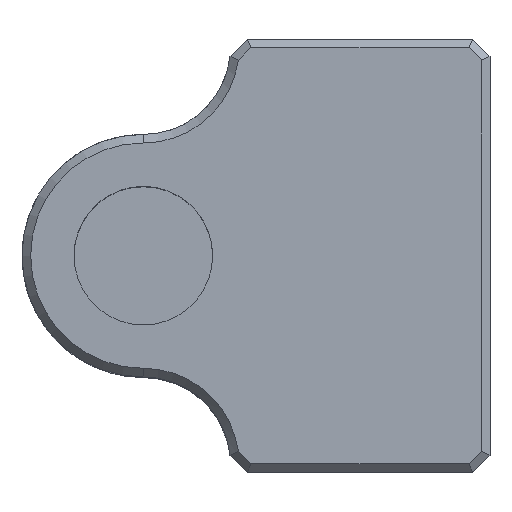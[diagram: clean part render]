
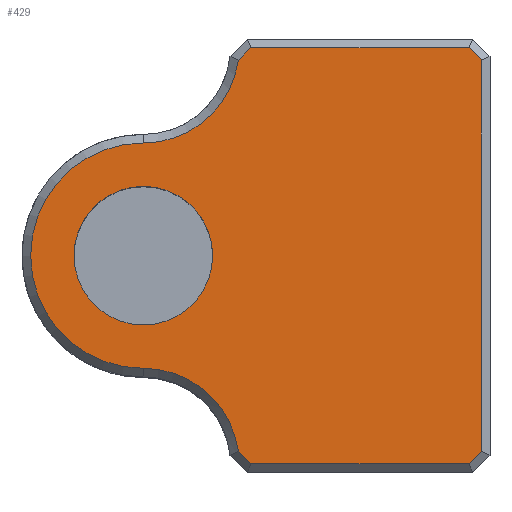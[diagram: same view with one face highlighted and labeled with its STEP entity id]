
A CAD part, top view. The second image highlights one B-rep face of the part: STEP entity #429.
In plain terms, the highlighted planar face has unit normal (0, 0, 1).
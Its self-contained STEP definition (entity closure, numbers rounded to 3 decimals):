
#125 = VERTEX_POINT('',#126);
#126 = CARTESIAN_POINT('',(12.414,24.,
    0.));
#134 = VERTEX_POINT('',#135);
#135 = CARTESIAN_POINT('',(37.586,24.,
    0.));
#141 = EDGE_CURVE('',#125,#134,#142,.T.);
#142 = LINE('',#143,#144);
#143 = CARTESIAN_POINT('',(12.,24.,0.));
#144 = VECTOR('',#145,1.);
#145 = DIRECTION('',(1.,0.,0.));
#385 = EDGE_CURVE('',#134,#386,#388,.T.);
#386 = VERTEX_POINT('',#387);
#387 = CARTESIAN_POINT('',(39.,22.586,0.));
#388 = LINE('',#389,#390);
#389 = CARTESIAN_POINT('',(37.293,24.293,0.));
#390 = VECTOR('',#391,1.);
#391 = DIRECTION('',(0.707,-0.707,0.));
#409 = VERTEX_POINT('',#410);
#410 = CARTESIAN_POINT('',(10.951,22.536,
    0.));
#417 = EDGE_CURVE('',#409,#125,#418,.T.);
#418 = LINE('',#419,#420);
#419 = CARTESIAN_POINT('',(10.707,22.293,0.));
#420 = VECTOR('',#421,1.);
#421 = DIRECTION('',(0.707,0.707,0.));
#429 = ADVANCED_FACE('',(#430,#492),#503,.T.);
#430 = FACE_BOUND('',#431,.T.);
#431 = EDGE_LOOP('',(#432,#442,#448,#449,#450,#451,#460,#469,#478,#486)
  );
#432 = ORIENTED_EDGE('',*,*,#433,.F.);
#433 = EDGE_CURVE('',#434,#436,#438,.T.);
#434 = VERTEX_POINT('',#435);
#435 = CARTESIAN_POINT('',(39.,-22.586,0.));
#436 = VERTEX_POINT('',#437);
#437 = CARTESIAN_POINT('',(37.586,-24.,
    0.));
#438 = LINE('',#439,#440);
#439 = CARTESIAN_POINT('',(39.293,-22.293,0.));
#440 = VECTOR('',#441,1.);
#441 = DIRECTION('',(-0.707,-0.707,0.));
#442 = ORIENTED_EDGE('',*,*,#443,.F.);
#443 = EDGE_CURVE('',#386,#434,#444,.T.);
#444 = LINE('',#445,#446);
#445 = CARTESIAN_POINT('',(39.,23.,0.));
#446 = VECTOR('',#447,1.);
#447 = DIRECTION('',(0.,-1.,0.));
#448 = ORIENTED_EDGE('',*,*,#385,.F.);
#449 = ORIENTED_EDGE('',*,*,#141,.F.);
#450 = ORIENTED_EDGE('',*,*,#417,.F.);
#451 = ORIENTED_EDGE('',*,*,#452,.F.);
#452 = EDGE_CURVE('',#453,#409,#455,.T.);
#453 = VERTEX_POINT('',#454);
#454 = CARTESIAN_POINT('',(0.,13.,0.));
#455 = CIRCLE('',#456,11.056);
#456 = AXIS2_PLACEMENT_3D('',#457,#458,#459);
#457 = CARTESIAN_POINT('',(0.,24.056,0.));
#458 = DIRECTION('',(0.,0.,1.));
#459 = DIRECTION('',(0.,-1.,0.));
#460 = ORIENTED_EDGE('',*,*,#461,.F.);
#461 = EDGE_CURVE('',#462,#453,#464,.T.);
#462 = VERTEX_POINT('',#463);
#463 = CARTESIAN_POINT('',(0.,-13.,0.));
#464 = CIRCLE('',#465,13.);
#465 = AXIS2_PLACEMENT_3D('',#466,#467,#468);
#466 = CARTESIAN_POINT('',(0.,0.,0.));
#467 = DIRECTION('',(-0.,0.,-1.));
#468 = DIRECTION('',(0.,-1.,0.));
#469 = ORIENTED_EDGE('',*,*,#470,.F.);
#470 = EDGE_CURVE('',#471,#462,#473,.T.);
#471 = VERTEX_POINT('',#472);
#472 = CARTESIAN_POINT('',(10.951,-22.536,0.));
#473 = CIRCLE('',#474,11.056);
#474 = AXIS2_PLACEMENT_3D('',#475,#476,#477);
#475 = CARTESIAN_POINT('',(0.,-24.056,0.));
#476 = DIRECTION('',(0.,-0.,1.));
#477 = DIRECTION('',(0.994,0.105,0.));
#478 = ORIENTED_EDGE('',*,*,#479,.F.);
#479 = EDGE_CURVE('',#480,#471,#482,.T.);
#480 = VERTEX_POINT('',#481);
#481 = CARTESIAN_POINT('',(12.414,-24.,
    0.));
#482 = LINE('',#483,#484);
#483 = CARTESIAN_POINT('',(12.707,-24.293,0.));
#484 = VECTOR('',#485,1.);
#485 = DIRECTION('',(-0.707,0.707,0.));
#486 = ORIENTED_EDGE('',*,*,#487,.F.);
#487 = EDGE_CURVE('',#436,#480,#488,.T.);
#488 = LINE('',#489,#490);
#489 = CARTESIAN_POINT('',(38.,-24.,0.));
#490 = VECTOR('',#491,1.);
#491 = DIRECTION('',(-1.,0.,0.));
#492 = FACE_BOUND('',#493,.T.);
#493 = EDGE_LOOP('',(#494));
#494 = ORIENTED_EDGE('',*,*,#495,.F.);
#495 = EDGE_CURVE('',#496,#496,#498,.T.);
#496 = VERTEX_POINT('',#497);
#497 = CARTESIAN_POINT('',(8.,0.,0.));
#498 = CIRCLE('',#499,8.);
#499 = AXIS2_PLACEMENT_3D('',#500,#501,#502);
#500 = CARTESIAN_POINT('',(0.,0.,0.));
#501 = DIRECTION('',(0.,0.,1.));
#502 = DIRECTION('',(1.,0.,0.));
#503 = PLANE('',#504);
#504 = AXIS2_PLACEMENT_3D('',#505,#506,#507);
#505 = CARTESIAN_POINT('',(18.056,0.,0.));
#506 = DIRECTION('',(0.,0.,1.));
#507 = DIRECTION('',(1.,0.,0.));
